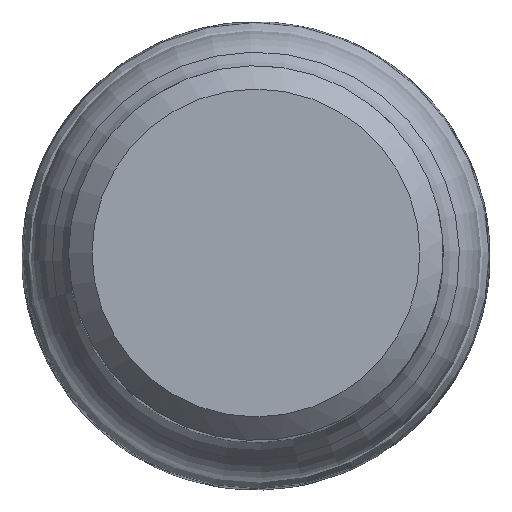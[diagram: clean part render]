
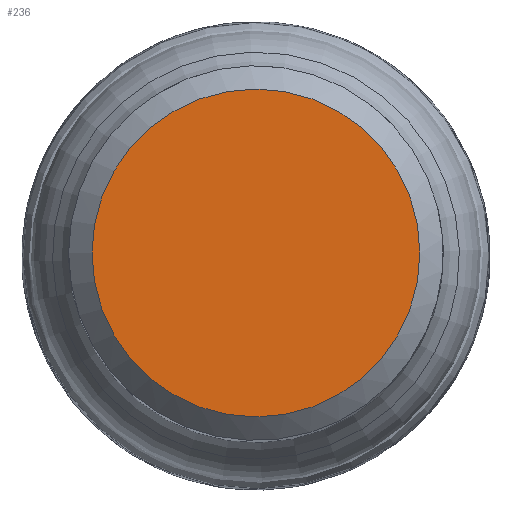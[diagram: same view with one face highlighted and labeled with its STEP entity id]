
A CAD part, top view. The second image highlights one B-rep face of the part: STEP entity #236.
In plain terms, the highlighted planar face has unit normal (0, 0, 1).
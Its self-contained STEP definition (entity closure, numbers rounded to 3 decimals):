
#107=PLANE('',#387);
#112=FACE_OUTER_BOUND('',#138,.T.);
#138=EDGE_LOOP('',(#169));
#169=ORIENTED_EDGE('',*,*,#195,.F.);
#195=EDGE_CURVE('',#283,#283,#209,.T.);
#209=CIRCLE('',#386,6.997);
#236=ADVANCED_FACE('',(#112),#107,.F.);
#283=VERTEX_POINT('',#4791);
#386=AXIS2_PLACEMENT_3D('',#4790,#458,#459);
#387=AXIS2_PLACEMENT_3D('',#4792,#460,#461);
#458=DIRECTION('',(0.,0.,-1.));
#459=DIRECTION('',(-1.,0.,0.));
#460=DIRECTION('',(0.,0.,-1.));
#461=DIRECTION('',(-1.,0.,0.));
#4790=CARTESIAN_POINT('',(0.,0.,
0.013));
#4791=CARTESIAN_POINT('',(-6.997,0.,0.013));
#4792=CARTESIAN_POINT('',(0.,0.,
0.013));
